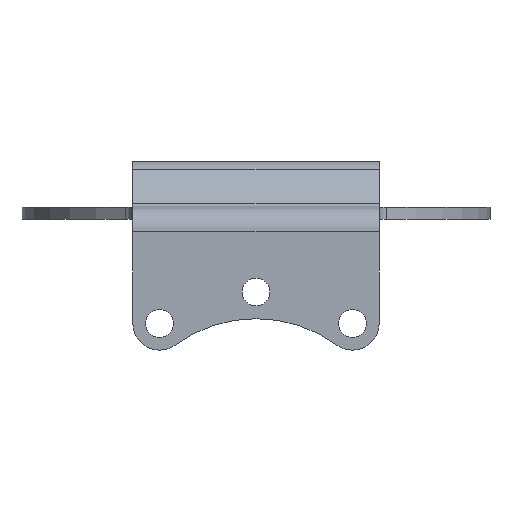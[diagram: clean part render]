
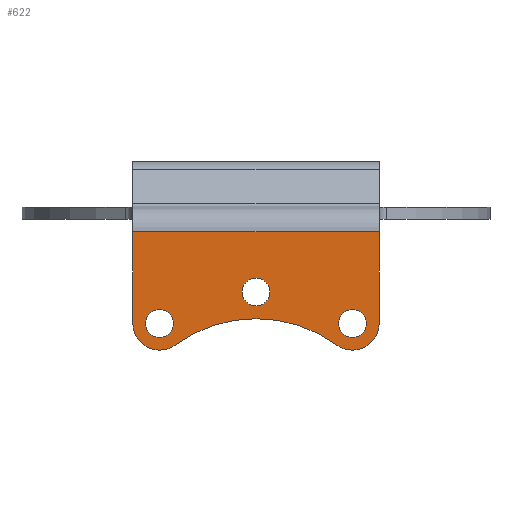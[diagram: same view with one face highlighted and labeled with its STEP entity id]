
A CAD part, front view. The second image highlights one B-rep face of the part: STEP entity #622.
In plain terms, the highlighted planar face has unit normal (0, -1, 0).
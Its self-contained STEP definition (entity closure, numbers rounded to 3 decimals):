
#6 = EDGE_CURVE ( 'NONE', #312, #657, #1630, .T. ) ;
#17 = AXIS2_PLACEMENT_3D ( 'NONE', #1010, #515, #1121 ) ;
#26 = ORIENTED_EDGE ( 'NONE', *, *, #6, .T. ) ;
#75 = AXIS2_PLACEMENT_3D ( 'NONE', #1265, #748, #1434 ) ;
#82 = ORIENTED_EDGE ( 'NONE', *, *, #2065, .F. ) ;
#98 = ORIENTED_EDGE ( 'NONE', *, *, #204, .F. ) ;
#104 = PLANE ( 'NONE',  #1361 ) ;
#120 = FACE_BOUND ( 'NONE', #436, .T. ) ;
#121 = CARTESIAN_POINT ( 'NONE',  ( -11.75, -33.5, -15.927 ) ) ;
#137 = VERTEX_POINT ( 'NONE', #273 ) ;
#167 = AXIS2_PLACEMENT_3D ( 'NONE', #1008, #1021, #1669 ) ;
#184 = EDGE_LOOP ( 'NONE', ( #82, #1149 ) ) ;
#196 = ORIENTED_EDGE ( 'NONE', *, *, #624, .T. ) ;
#204 = EDGE_CURVE ( 'NONE', #1661, #374, #898, .T. ) ;
#234 = DIRECTION ( 'NONE',  ( 0., 0., -1. ) ) ;
#236 = ORIENTED_EDGE ( 'NONE', *, *, #1899, .F. ) ;
#237 = AXIS2_PLACEMENT_3D ( 'NONE', #744, #757, #404 ) ;
#264 = CIRCLE ( 'NONE', #1774, 1.7 ) ;
#270 = CIRCLE ( 'NONE', #1115, 3.25 ) ;
#273 = CARTESIAN_POINT ( 'NONE',  ( -15., -33.5, -12.677 ) ) ;
#288 = DIRECTION ( 'NONE',  ( 0., 0., 1. ) ) ;
#312 = VERTEX_POINT ( 'NONE', #1000 ) ;
#320 = VECTOR ( 'NONE', #1805, 1000. ) ;
#338 = CARTESIAN_POINT ( 'NONE',  ( 0., -33.5, 0. ) ) ;
#348 = VERTEX_POINT ( 'NONE', #121 ) ;
#366 = DIRECTION ( 'NONE',  ( 0., 0., -1. ) ) ;
#371 = DIRECTION ( 'NONE',  ( 0., 0., 1. ) ) ;
#374 = VERTEX_POINT ( 'NONE', #1853 ) ;
#404 = DIRECTION ( 'NONE',  ( 0., 0., 1. ) ) ;
#436 = EDGE_LOOP ( 'NONE', ( #236, #644 ) ) ;
#437 = DIRECTION ( 'NONE',  ( 1., 0., 0. ) ) ;
#467 = EDGE_CURVE ( 'NONE', #988, #1106, #1239, .T. ) ;
#481 = DIRECTION ( 'NONE',  ( 0., 0., 1. ) ) ;
#503 = DIRECTION ( 'NONE',  ( 0., 1., 0. ) ) ;
#508 = DIRECTION ( 'NONE',  ( 0., -1., 0. ) ) ;
#515 = DIRECTION ( 'NONE',  ( 0., -1., 0. ) ) ;
#529 = EDGE_CURVE ( 'NONE', #1729, #735, #1437, .T. ) ;
#539 = DIRECTION ( 'NONE',  ( 0., -1., 0. ) ) ;
#554 = AXIS2_PLACEMENT_3D ( 'NONE', #1388, #1370, #371 ) ;
#599 = EDGE_CURVE ( 'NONE', #988, #137, #968, .T. ) ;
#600 = ORIENTED_EDGE ( 'NONE', *, *, #1093, .F. ) ;
#618 = CARTESIAN_POINT ( 'NONE',  ( 11.75, -33.5, -12.677 ) ) ;
#622 = ADVANCED_FACE ( 'NONE', ( #639, #1631, #781, #120 ), #104, .F. ) ;
#624 = EDGE_CURVE ( 'NONE', #348, #312, #1574, .T. ) ;
#627 = CARTESIAN_POINT ( 'NONE',  ( 9.836, -33.5, -15.304 ) ) ;
#631 = DIRECTION ( 'NONE',  ( 0., -1., 0. ) ) ;
#635 = LINE ( 'NONE', #1967, #320 ) ;
#639 = FACE_OUTER_BOUND ( 'NONE', #2097, .T. ) ;
#644 = ORIENTED_EDGE ( 'NONE', *, *, #1382, .F. ) ;
#654 = CARTESIAN_POINT ( 'NONE',  ( 0., -33.5, -28.8 ) ) ;
#657 = VERTEX_POINT ( 'NONE', #627 ) ;
#664 = CIRCLE ( 'NONE', #1226, 3.25 ) ;
#670 = EDGE_CURVE ( 'NONE', #137, #348, #270, .T. ) ;
#714 = VERTEX_POINT ( 'NONE', #1579 ) ;
#718 = CARTESIAN_POINT ( 'NONE',  ( 15., -33.5, -1.5 ) ) ;
#722 = CARTESIAN_POINT ( 'NONE',  ( -11.75, -33.5, -12.677 ) ) ;
#731 = EDGE_CURVE ( 'NONE', #2146, #1371, #1914, .T. ) ;
#735 = VERTEX_POINT ( 'NONE', #2042 ) ;
#744 = CARTESIAN_POINT ( 'NONE',  ( 11.75, -33.5, -12.677 ) ) ;
#748 = DIRECTION ( 'NONE',  ( 0., -1., 0. ) ) ;
#757 = DIRECTION ( 'NONE',  ( 0., -1., 0. ) ) ;
#778 = DIRECTION ( 'NONE',  ( 0., 0., 1. ) ) ;
#781 = FACE_BOUND ( 'NONE', #2051, .T. ) ;
#796 = DIRECTION ( 'NONE',  ( 0., 0., 1. ) ) ;
#815 = CARTESIAN_POINT ( 'NONE',  ( 11.75, -33.5, -12.677 ) ) ;
#897 = ORIENTED_EDGE ( 'NONE', *, *, #731, .T. ) ;
#898 = CIRCLE ( 'NONE', #75, 1.7 ) ;
#959 = CARTESIAN_POINT ( 'NONE',  ( -11.75, -33.5, -12.677 ) ) ;
#964 = EDGE_CURVE ( 'NONE', #1371, #1106, #635, .T. ) ;
#968 = LINE ( 'NONE', #1283, #1083 ) ;
#988 = VERTEX_POINT ( 'NONE', #1638 ) ;
#1000 = CARTESIAN_POINT ( 'NONE',  ( -9.836, -33.5, -15.304 ) ) ;
#1008 = CARTESIAN_POINT ( 'NONE',  ( -11.75, -33.5, -12.677 ) ) ;
#1010 = CARTESIAN_POINT ( 'NONE',  ( -11.75, -33.5, -12.677 ) ) ;
#1021 = DIRECTION ( 'NONE',  ( 0., -1., 0. ) ) ;
#1083 = VECTOR ( 'NONE', #1620, 1000. ) ;
#1093 = EDGE_CURVE ( 'NONE', #374, #1661, #264, .T. ) ;
#1106 = VERTEX_POINT ( 'NONE', #718 ) ;
#1115 = AXIS2_PLACEMENT_3D ( 'NONE', #722, #539, #234 ) ;
#1121 = DIRECTION ( 'NONE',  ( 0., 0., -1. ) ) ;
#1130 = CARTESIAN_POINT ( 'NONE',  ( 0., -33.5, -7.15 ) ) ;
#1149 = ORIENTED_EDGE ( 'NONE', *, *, #529, .F. ) ;
#1193 = CARTESIAN_POINT ( 'NONE',  ( 0., -33.5, -8.85 ) ) ;
#1226 = AXIS2_PLACEMENT_3D ( 'NONE', #815, #1496, #778 ) ;
#1239 = LINE ( 'NONE', #1765, #2089 ) ;
#1265 = CARTESIAN_POINT ( 'NONE',  ( 0., -33.5, -8.85 ) ) ;
#1283 = CARTESIAN_POINT ( 'NONE',  ( -15., -33.5, -3.5 ) ) ;
#1309 = DIRECTION ( 'NONE',  ( 0., 0., -1. ) ) ;
#1343 = CARTESIAN_POINT ( 'NONE',  ( 11.75, -33.5, -10.977 ) ) ;
#1361 = AXIS2_PLACEMENT_3D ( 'NONE', #338, #2010, #796 ) ;
#1370 = DIRECTION ( 'NONE',  ( 0., -1., 0. ) ) ;
#1371 = VERTEX_POINT ( 'NONE', #1483 ) ;
#1382 = EDGE_CURVE ( 'NONE', #714, #1740, #1780, .T. ) ;
#1388 = CARTESIAN_POINT ( 'NONE',  ( 11.75, -33.5, -12.677 ) ) ;
#1434 = DIRECTION ( 'NONE',  ( 0., 0., -1. ) ) ;
#1437 = CIRCLE ( 'NONE', #237, 1.7 ) ;
#1460 = CARTESIAN_POINT ( 'NONE',  ( 11.75, -33.5, -15.927 ) ) ;
#1483 = CARTESIAN_POINT ( 'NONE',  ( 15., -33.5, -12.677 ) ) ;
#1494 = ORIENTED_EDGE ( 'NONE', *, *, #964, .T. ) ;
#1496 = DIRECTION ( 'NONE',  ( 0., -1., 0. ) ) ;
#1505 = ORIENTED_EDGE ( 'NONE', *, *, #467, .F. ) ;
#1513 = CIRCLE ( 'NONE', #167, 1.7 ) ;
#1565 = DIRECTION ( 'NONE',  ( 0., -1., 0. ) ) ;
#1574 = CIRCLE ( 'NONE', #17, 3.25 ) ;
#1579 = CARTESIAN_POINT ( 'NONE',  ( -11.75, -33.5, -10.977 ) ) ;
#1616 = ORIENTED_EDGE ( 'NONE', *, *, #599, .T. ) ;
#1620 = DIRECTION ( 'NONE',  ( 0., 0., -1. ) ) ;
#1630 = CIRCLE ( 'NONE', #2151, 16.7 ) ;
#1631 = FACE_BOUND ( 'NONE', #184, .T. ) ;
#1638 = CARTESIAN_POINT ( 'NONE',  ( -15., -33.5, -1.5 ) ) ;
#1652 = EDGE_CURVE ( 'NONE', #657, #2146, #664, .T. ) ;
#1661 = VERTEX_POINT ( 'NONE', #1130 ) ;
#1669 = DIRECTION ( 'NONE',  ( 0., 0., -1. ) ) ;
#1729 = VERTEX_POINT ( 'NONE', #1343 ) ;
#1740 = VERTEX_POINT ( 'NONE', #2032 ) ;
#1765 = CARTESIAN_POINT ( 'NONE',  ( 0., -33.5, -1.5 ) ) ;
#1774 = AXIS2_PLACEMENT_3D ( 'NONE', #1193, #1565, #366 ) ;
#1780 = CIRCLE ( 'NONE', #2053, 1.7 ) ;
#1787 = CIRCLE ( 'NONE', #1927, 1.7 ) ;
#1802 = ORIENTED_EDGE ( 'NONE', *, *, #670, .T. ) ;
#1805 = DIRECTION ( 'NONE',  ( 0., 0., 1. ) ) ;
#1842 = ORIENTED_EDGE ( 'NONE', *, *, #1652, .T. ) ;
#1853 = CARTESIAN_POINT ( 'NONE',  ( 0., -33.5, -10.55 ) ) ;
#1899 = EDGE_CURVE ( 'NONE', #1740, #714, #1513, .T. ) ;
#1914 = CIRCLE ( 'NONE', #554, 3.25 ) ;
#1927 = AXIS2_PLACEMENT_3D ( 'NONE', #618, #631, #288 ) ;
#1967 = CARTESIAN_POINT ( 'NONE',  ( 15., -33.5, 0. ) ) ;
#2010 = DIRECTION ( 'NONE',  ( 0., 1., 0. ) ) ;
#2032 = CARTESIAN_POINT ( 'NONE',  ( -11.75, -33.5, -14.377 ) ) ;
#2042 = CARTESIAN_POINT ( 'NONE',  ( 11.75, -33.5, -14.377 ) ) ;
#2051 = EDGE_LOOP ( 'NONE', ( #600, #98 ) ) ;
#2053 = AXIS2_PLACEMENT_3D ( 'NONE', #959, #508, #1309 ) ;
#2065 = EDGE_CURVE ( 'NONE', #735, #1729, #1787, .T. ) ;
#2089 = VECTOR ( 'NONE', #437, 1000. ) ;
#2097 = EDGE_LOOP ( 'NONE', ( #1505, #1616, #1802, #196, #26, #1842, #897, #1494 ) ) ;
#2146 = VERTEX_POINT ( 'NONE', #1460 ) ;
#2151 = AXIS2_PLACEMENT_3D ( 'NONE', #654, #503, #481 ) ;
